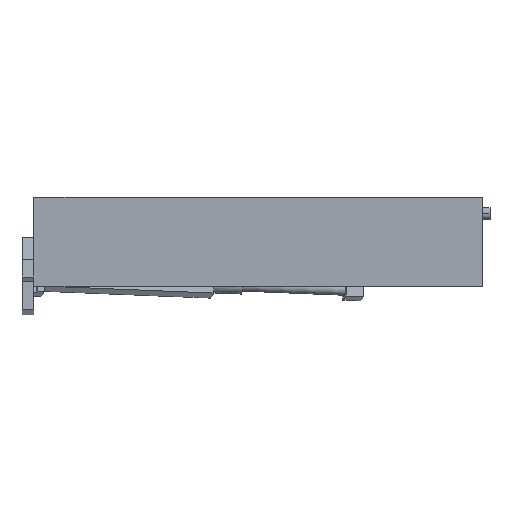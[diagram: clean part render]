
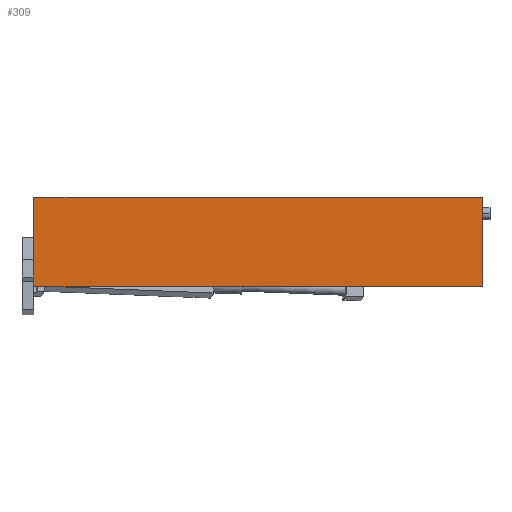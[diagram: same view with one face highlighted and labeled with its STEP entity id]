
A CAD part, front view. The second image highlights one B-rep face of the part: STEP entity #309.
In plain terms, the highlighted face is planar.
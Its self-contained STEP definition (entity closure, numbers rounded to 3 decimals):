
#103 = CARTESIAN_POINT ( 'NONE',  ( 150., 30., -5. ) ) ;
#236 = ORIENTED_EDGE ( 'NONE', *, *, #2887, .F. ) ;
#277 = LINE ( 'NONE', #1278, #2383 ) ;
#309 = ADVANCED_FACE ( 'NONE', ( #2107 ), #2879, .T. ) ;
#345 = CARTESIAN_POINT ( 'NONE',  ( 0., 0., -5. ) ) ;
#365 = LINE ( 'NONE', #3182, #2649 ) ;
#420 = CARTESIAN_POINT ( 'NONE',  ( -150., 30., -5. ) ) ;
#532 = CARTESIAN_POINT ( 'NONE',  ( -150., -30., -5. ) ) ;
#585 = ORIENTED_EDGE ( 'NONE', *, *, #1240, .F. ) ;
#731 = VECTOR ( 'NONE', #1429, 1000. ) ;
#950 = EDGE_CURVE ( 'NONE', #1633, #1691, #2533, .T. ) ;
#1125 = DIRECTION ( 'NONE',  ( 0., 0., -1. ) ) ;
#1240 = EDGE_CURVE ( 'NONE', #2147, #1633, #2953, .T. ) ;
#1278 = CARTESIAN_POINT ( 'NONE',  ( -150., -30., -5. ) ) ;
#1429 = DIRECTION ( 'NONE',  ( -1., 0., 0. ) ) ;
#1443 = DIRECTION ( 'NONE',  ( 0., 1., 0. ) ) ;
#1463 = CARTESIAN_POINT ( 'NONE',  ( 150., -30., -5. ) ) ;
#1538 = DIRECTION ( 'NONE',  ( 1., 0., 0. ) ) ;
#1603 = CARTESIAN_POINT ( 'NONE',  ( -150., -30., -5. ) ) ;
#1633 = VERTEX_POINT ( 'NONE', #2339 ) ;
#1681 = AXIS2_PLACEMENT_3D ( 'NONE', #345, #1125, #2569 ) ;
#1691 = VERTEX_POINT ( 'NONE', #1603 ) ;
#2051 = DIRECTION ( 'NONE',  ( 0., -1., 0. ) ) ;
#2107 = FACE_OUTER_BOUND ( 'NONE', #2329, .T. ) ;
#2147 = VERTEX_POINT ( 'NONE', #103 ) ;
#2182 = ORIENTED_EDGE ( 'NONE', *, *, #950, .F. ) ;
#2329 = EDGE_LOOP ( 'NONE', ( #3052, #236, #2182, #585 ) ) ;
#2336 = EDGE_CURVE ( 'NONE', #2590, #2147, #365, .T. ) ;
#2339 = CARTESIAN_POINT ( 'NONE',  ( -150., 30., -5. ) ) ;
#2383 = VECTOR ( 'NONE', #1538, 1000. ) ;
#2533 = LINE ( 'NONE', #532, #3077 ) ;
#2569 = DIRECTION ( 'NONE',  ( -1., 0., 0. ) ) ;
#2590 = VERTEX_POINT ( 'NONE', #1463 ) ;
#2649 = VECTOR ( 'NONE', #1443, 1000. ) ;
#2879 = PLANE ( 'NONE',  #1681 ) ;
#2887 = EDGE_CURVE ( 'NONE', #1691, #2590, #277, .T. ) ;
#2953 = LINE ( 'NONE', #420, #731 ) ;
#3052 = ORIENTED_EDGE ( 'NONE', *, *, #2336, .F. ) ;
#3077 = VECTOR ( 'NONE', #2051, 1000. ) ;
#3182 = CARTESIAN_POINT ( 'NONE',  ( 150., -30., -5. ) ) ;
